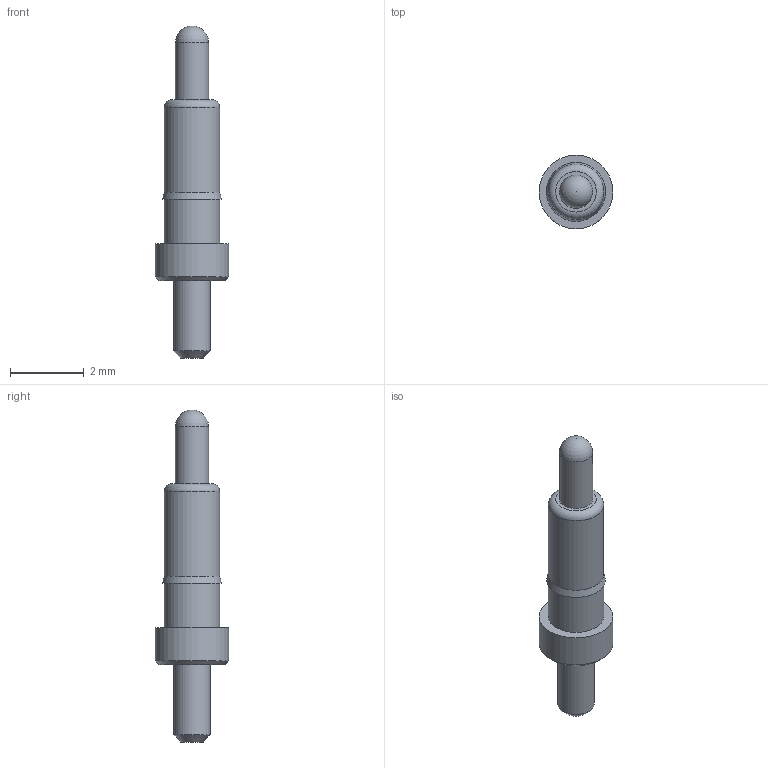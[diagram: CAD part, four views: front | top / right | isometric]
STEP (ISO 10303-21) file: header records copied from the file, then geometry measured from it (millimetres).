
FILE_DESCRIPTION(/* description */ (''),/* implementation_level */ '2;1');
FILE_NAME(/* name */ 'China-9mmPogoPin.step',/* time_stamp */ '2019-09-25T18:55:55-07:00',/* author */ (''),/* organization */ (''),/* preprocessor_version */ 'ST-DEVELOPER v18',/* originating_system */ 'Autodesk Translation Framework v8.6.0.1094',/* authorisation */ '');
FILE_SCHEMA (('AUTOMOTIVE_DESIGN { 1 0 10303 214 3 1 1 }'));
Length unit declared in the file: millimetre
Products named in the file (1): China 9mm Pogo Pin
Bounding box: 2 x 2 x 9 mm (x, y, z)
Volume: 12.8 mm3; surface area: 41.6 mm2
Topology: 1 solids, 1 shells, 15 faces, 27 edges, 17 vertices
Faces by surface type: plane 5, cylinder 5, cone 3, torus 1, sphere 1
Full cylindrical faces by diameter (mm): 0.9 x1, 1 x1, 1.5 x2, 2 x1
Entity records: 410 total; most frequent: DIRECTION 76, CARTESIAN_POINT 59, ORIENTED_EDGE 52, AXIS2_PLACEMENT_3D 34, EDGE_CURVE 26, EDGE_LOOP 19, CIRCLE 18, VERTEX_POINT 17
